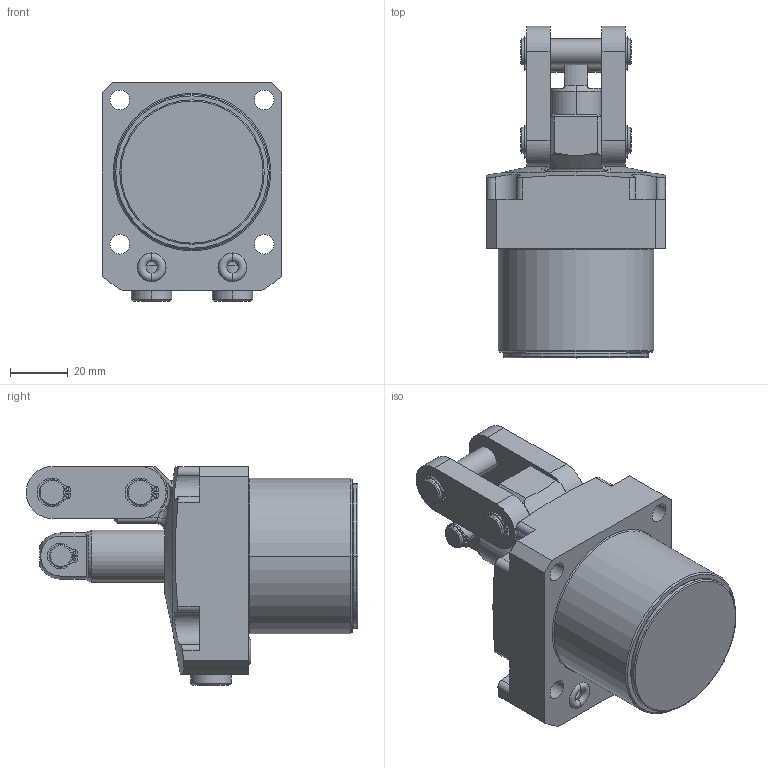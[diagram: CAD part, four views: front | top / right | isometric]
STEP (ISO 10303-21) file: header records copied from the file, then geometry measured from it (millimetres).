
FILE_DESCRIPTION((''),'2;1');
FILE_NAME('ILCML1604000_ASM','2013-07-10T',('QAM'),(''),'PRO/ENGINEER BY PARAMETRIC TECHNOLOGY CORPORATION, 2007460','PRO/ENGINEER BY PARAMETRIC TECHNOLOGY CORPORATION, 2007460','');
FILE_SCHEMA(('AUTOMOTIVE_DESIGN_CC2 { 1 2 10303 214 -1 1 5 2 }'));
Length unit declared in the file: millimetre
Products named in the file (3): ILCML1604000_BODY; ILCML1604000_LUG; ILCML1604000_ASM
Assembly tree (2 placements, depth 2):
  ILCML1604000_ASM
    ILCML1604000_BODY
    ILCML1604000_LUG
Bounding box: 62 x 114.88 x 75.81 mm (x, y, z)
Volume: 224846.3 mm3; surface area: 42584.8 mm2
Topology: 4 solids, 8 shells, 385 faces, 963 edges, 612 vertices
Faces by surface type: cylinder 173, plane 139, cone 43, torus 22, bspline 6, sphere 2
Entity records: 15378 total; most frequent: CARTESIAN_POINT 2799, DIRECTION 2110, ORIENTED_EDGE 1902, PRESENTATION_STYLE_ASSIGNMENT 967, STYLED_ITEM 967, CURVE_STYLE 959, EDGE_CURVE 959, AXIS2_PLACEMENT_3D 850
